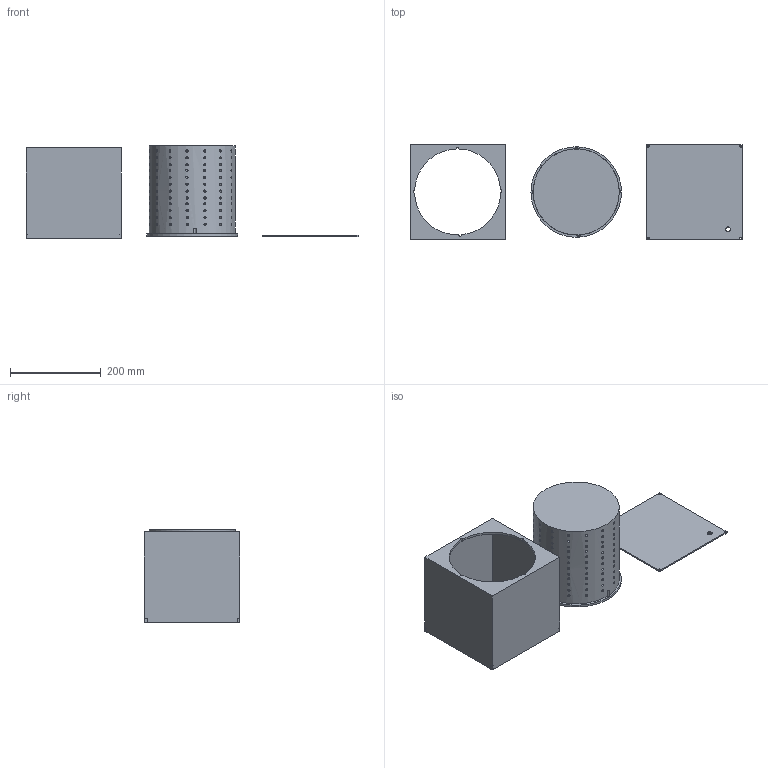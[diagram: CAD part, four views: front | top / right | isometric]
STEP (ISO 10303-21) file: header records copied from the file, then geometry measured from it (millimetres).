
FILE_DESCRIPTION(/* description */ ('STEP AP242 Edition 2','CAx-IF Rec.Pracs.---Representation and Presentation of Product Manufacturing Information (PMI)---4.0---2014-10-13','CAx-IF Rec.Pracs.---3D Tessellated Geometry---0.4---2014-09-14','2;1','CAx-IF Rec.Pracs.---User Defined Attributes---1.5---2016-08-15'),/* implementation_level */ '2;1');
FILE_NAME(/* name */ '694f73e6dca65a84f4d68112',/* time_stamp */ '2025-12-27T05:51:35Z',/* author */ (''),/* organization */ (''),/* preprocessor_version */ 'ST-DEVELOPER v20',/* originating_system */ 'ONSHAPE BY PTC INC, 1.208',/* authorisation */ ' ');
FILE_SCHEMA (('AP242_MANAGED_MODEL_BASED_3D_ENGINEERING_MIM_LF { 1 0 10303 442 3 1 4 }'));
Length unit declared in the file: metre
Products named in the file (3): Part 1; Part 2; Part 3
Bounding box: 733 x 210 x 205 mm (x, y, z)
Volume: 1713821.4 mm3; surface area: 749855.8 mm2
Topology: 3 solids, 3 shells, 263 faces, 798 edges, 532 vertices
Faces by surface type: cylinder 234, plane 29
Full cylindrical faces by diameter (mm): 4.787 x8, 4.955 x1, 5 x150, 6 x3, 10.5 x1, 180 x1, 190 x1, 200 x1
Entity records: 11374 total; most frequent: CARTESIAN_POINT 5080, ORIENTED_EDGE 1182, EDGE_LOOP 812, FACE_BOUND 812, DIRECTION 762, EDGE_CURVE 591, VERTEX_POINT 503, B_SPLINE_CURVE_WITH_KNOTS 420
